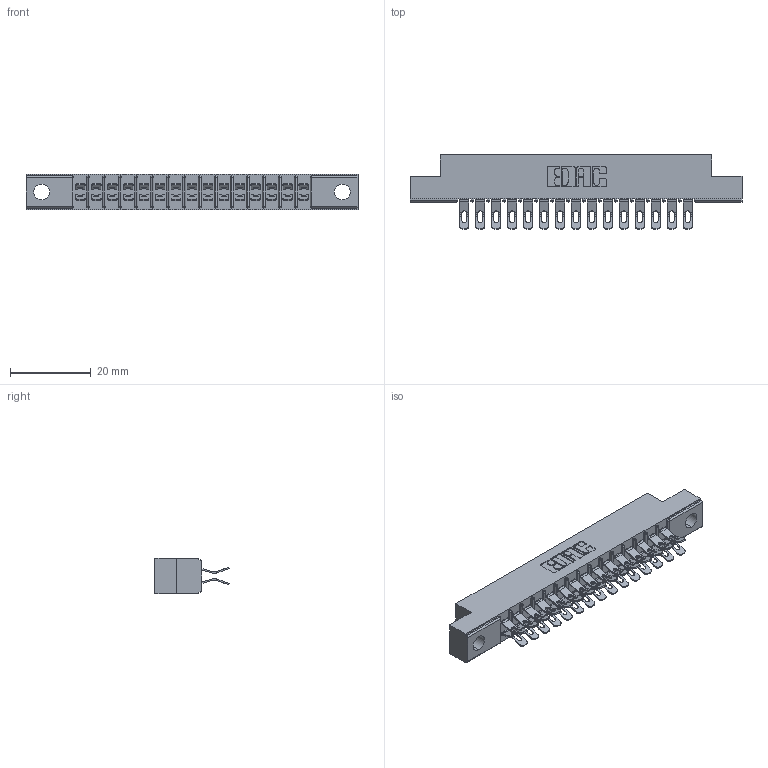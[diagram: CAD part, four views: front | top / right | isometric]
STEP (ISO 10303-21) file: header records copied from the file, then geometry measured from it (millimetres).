
FILE_DESCRIPTION (( 'STEP AP203' ), '1' );
FILE_NAME ('315-030-555-204.STEP', '2019-09-10T15:27:05', ( '' ), ( '' ), 'SwSTEP 2.0', 'SolidWorks 2016', '' );
FILE_SCHEMA (( 'CONFIG_CONTROL_DESIGN' ));
Length unit declared in the file: inch
Products named in the file (3): 305 Part_.156 Dia; 315-030-555-204; 305-290-001_555
Assembly tree (31 placements, depth 2):
  315-030-555-204
    305 Part_.156 Dia
    305-290-001_555  x30
Bounding box: 82.45 x 18.41 x 8.71 mm (x, y, z)
Volume: 5168.2 mm3; surface area: 9747.1 mm2
Topology: 31 solids, 31 shells, 2110 faces, 6277 edges, 4102 vertices
Faces by surface type: plane 1042, cylinder 1008, sphere 60
Entity records: 20570 total; most frequent: CARTESIAN_POINT 3427, ORIENTED_EDGE 3386, DIRECTION 3323, EDGE_CURVE 1693, LINE 1327, VECTOR 1327, VERTEX_POINT 1086, AXIS2_PLACEMENT_3D 998
